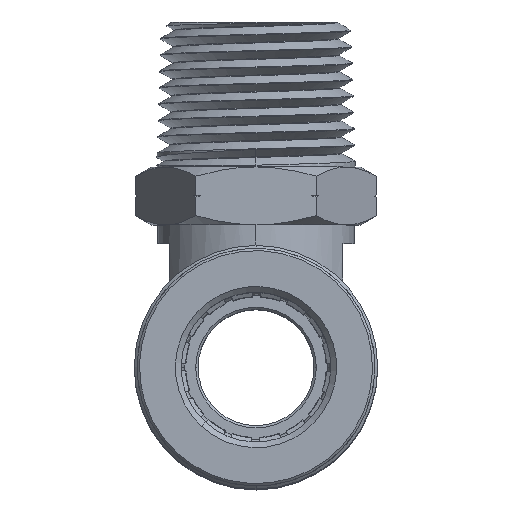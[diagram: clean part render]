
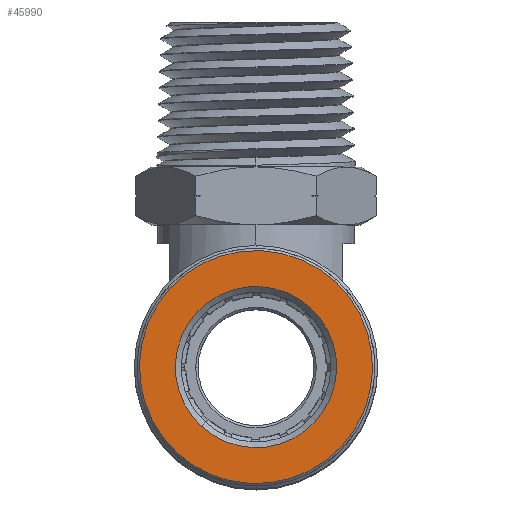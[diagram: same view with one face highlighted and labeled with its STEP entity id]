
A CAD part, top view. The second image highlights one B-rep face of the part: STEP entity #45990.
In plain terms, the highlighted planar face has unit normal (0, 0, 1).
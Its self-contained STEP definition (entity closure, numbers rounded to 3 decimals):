
#163 = DIRECTION ( 'NONE',  ( -0.68, -0.733, 0. ) ) ;
#1531 = VERTEX_POINT ( 'NONE', #2958 ) ;
#2958 = CARTESIAN_POINT ( 'NONE',  ( -4.725, -5.096, 21.192 ) ) ;
#4034 = AXIS2_PLACEMENT_3D ( 'NONE', #20264, #48641, #24353 ) ;
#6607 = FACE_BOUND ( 'NONE', #41978, .T. ) ;
#8299 = AXIS2_PLACEMENT_3D ( 'NONE', #21512, #49912, #25607 ) ;
#9570 = VERTEX_POINT ( 'NONE', #25918 ) ;
#11452 = CIRCLE ( 'NONE', #8299, 6.95 ) ;
#12716 = ORIENTED_EDGE ( 'NONE', *, *, #31112, .T. ) ;
#15405 = EDGE_CURVE ( 'NONE', #42081, #9570, #20712, .T. ) ;
#16415 = CARTESIAN_POINT ( 'NONE',  ( 4.725, 5.096, 21.192 ) ) ;
#16968 = DIRECTION ( 'NONE',  ( 0., 0., 1. ) ) ;
#17982 = ORIENTED_EDGE ( 'NONE', *, *, #50322, .T. ) ;
#19646 = ORIENTED_EDGE ( 'NONE', *, *, #15405, .T. ) ;
#20264 = CARTESIAN_POINT ( 'NONE',  ( 0., 0., 21.192 ) ) ;
#20712 = CIRCLE ( 'NONE', #4034, 10.05 ) ;
#20922 = CARTESIAN_POINT ( 'NONE',  ( 0., 0., 21.192 ) ) ;
#21512 = CARTESIAN_POINT ( 'NONE',  ( 0., 0., 21.192 ) ) ;
#24017 = EDGE_LOOP ( 'NONE', ( #12716, #19646 ) ) ;
#24353 = DIRECTION ( 'NONE',  ( -0.68, -0.733, 0. ) ) ;
#24482 = AXIS2_PLACEMENT_3D ( 'NONE', #20922, #49298, #25004 ) ;
#24662 = DIRECTION ( 'NONE',  ( 0., 0., 1. ) ) ;
#25004 = DIRECTION ( 'NONE',  ( 0.68, 0.733, 0. ) ) ;
#25607 = DIRECTION ( 'NONE',  ( 0.68, 0.733, 0. ) ) ;
#25918 = CARTESIAN_POINT ( 'NONE',  ( -6.833, -7.37, 21.192 ) ) ;
#27382 = ORIENTED_EDGE ( 'NONE', *, *, #36853, .T. ) ;
#28315 = FACE_OUTER_BOUND ( 'NONE', #24017, .T. ) ;
#30062 = VERTEX_POINT ( 'NONE', #16415 ) ;
#31112 = EDGE_CURVE ( 'NONE', #9570, #42081, #45647, .T. ) ;
#36853 = EDGE_CURVE ( 'NONE', #30062, #1531, #11452, .T. ) ;
#41042 = PLANE ( 'NONE',  #42795 ) ;
#41223 = CARTESIAN_POINT ( 'NONE',  ( 0., 0., 21.192 ) ) ;
#41978 = EDGE_LOOP ( 'NONE', ( #27382, #17982 ) ) ;
#42081 = VERTEX_POINT ( 'NONE', #48666 ) ;
#42795 = AXIS2_PLACEMENT_3D ( 'NONE', #41223, #16968, #45310 ) ;
#45310 = DIRECTION ( 'NONE',  ( 0.68, 0.733, 0. ) ) ;
#45647 = CIRCLE ( 'NONE', #51578, 10.05 ) ;
#45990 = ADVANCED_FACE ( 'NONE', ( #6607, #28315 ), #41042, .T. ) ;
#48641 = DIRECTION ( 'NONE',  ( 0., 0., 1. ) ) ;
#48666 = CARTESIAN_POINT ( 'NONE',  ( 6.833, 7.37, 21.192 ) ) ;
#48941 = CARTESIAN_POINT ( 'NONE',  ( 0., 0., 21.192 ) ) ;
#49298 = DIRECTION ( 'NONE',  ( 0., 0., -1. ) ) ;
#49912 = DIRECTION ( 'NONE',  ( 0., 0., -1. ) ) ;
#50322 = EDGE_CURVE ( 'NONE', #1531, #30062, #52043, .T. ) ;
#51578 = AXIS2_PLACEMENT_3D ( 'NONE', #48941, #24662, #163 ) ;
#52043 = CIRCLE ( 'NONE', #24482, 6.95 ) ;
